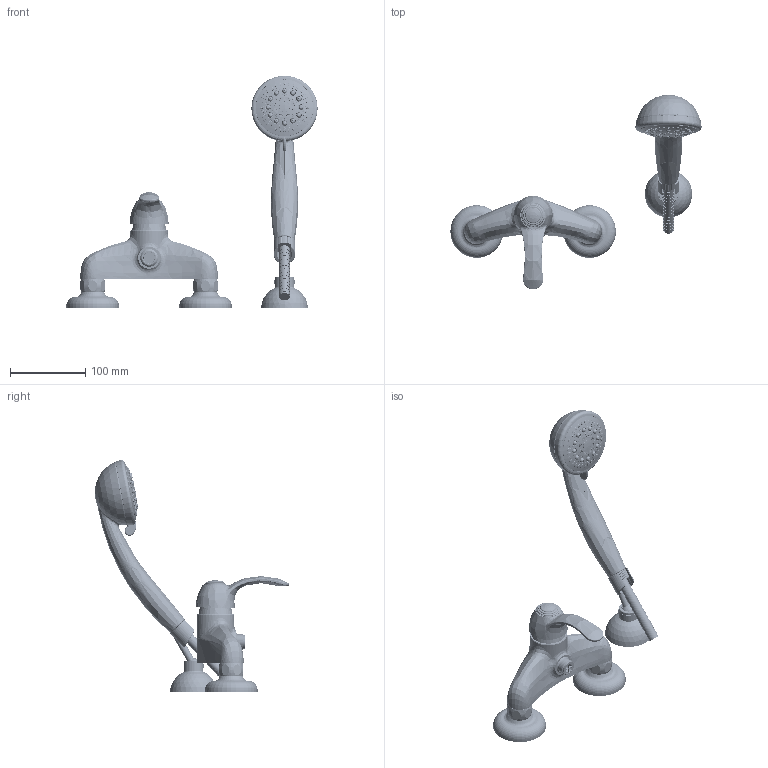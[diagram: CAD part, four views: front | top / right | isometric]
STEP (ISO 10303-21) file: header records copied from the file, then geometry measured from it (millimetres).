
FILE_DESCRIPTION((''),'2;1');
FILE_NAME('FA168DCR','2021-11-10T09:09:28',('ut3'),('PAFFONI SpA'),'CREO PARAMETRIC BY PTC INC, 2020044','CREO PARAMETRIC BY PTC INC, 2020044','');
FILE_SCHEMA(('CONFIG_CONTROL_DESIGN','SHAPE_APPEARANCE_LAYERS_GROUPS'));
Products named in the file (1): FA168DCR
Bounding box: 334.05 x 258.33 x 309.05 mm (x, y, z)
Volume: 456140.5 mm3; surface area: 297750.5 mm2
Topology: 4 solids, 8 shells, 4659 faces, 12455 edges, 7897 vertices
Faces by surface type: plane 1878, cylinder 1286, torus 440, bspline 406, cone 403, sphere 142, extrusion 100, revolution 4
Entity records: 257801 total; most frequent: CARTESIAN_POINT 109152, ORIENTED_EDGE 24850, DIRECTION 23287, EDGE_CURVE 12425, AXIS2_PLACEMENT_3D 9083, VERTEX_POINT 7897, EDGE_LOOP 5244, VECTOR 5117
